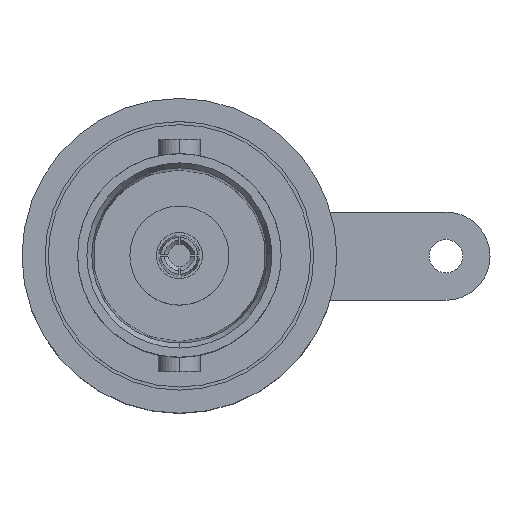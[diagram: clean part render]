
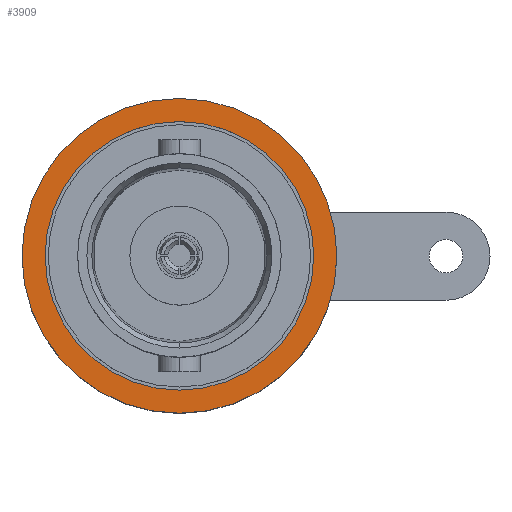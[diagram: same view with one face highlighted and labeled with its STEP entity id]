
A CAD part, top view. The second image highlights one B-rep face of the part: STEP entity #3909.
In plain terms, the highlighted planar face has unit normal (0, 0, 1).
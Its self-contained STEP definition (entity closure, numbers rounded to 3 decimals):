
#1186 = CIRCLE ( 'NONE', #2635, 6.4 ) ;
#1362 = DIRECTION ( 'NONE',  ( 0., 0., 1. ) ) ;
#1588 = CARTESIAN_POINT ( 'NONE',  ( 0., 6.4, -10.7 ) ) ;
#1887 = CIRCLE ( 'NONE', #5952, 6.4 ) ;
#2191 = ORIENTED_EDGE ( 'NONE', *, *, #7311, .F. ) ;
#2215 = FACE_OUTER_BOUND ( 'NONE', #9841, .T. ) ;
#2633 = DIRECTION ( 'NONE',  ( 0., 0., 1. ) ) ;
#2635 = AXIS2_PLACEMENT_3D ( 'NONE', #6417, #2633, #6278 ) ;
#2837 = VERTEX_POINT ( 'NONE', #12143 ) ;
#3107 = DIRECTION ( 'NONE',  ( 0., 0., 1. ) ) ;
#3876 = AXIS2_PLACEMENT_3D ( 'NONE', #7397, #1362, #8418 ) ;
#3909 = ADVANCED_FACE ( 'NONE', ( #7577, #2215 ), #11030, .F. ) ;
#4810 = DIRECTION ( 'NONE',  ( 0., 0., 1. ) ) ;
#4912 = CARTESIAN_POINT ( 'NONE',  ( 6.4, 0., -10.7 ) ) ;
#5365 = DIRECTION ( 'NONE',  ( 0., 0., -1. ) ) ;
#5684 = EDGE_CURVE ( 'NONE', #11186, #8679, #1186, .T. ) ;
#5952 = AXIS2_PLACEMENT_3D ( 'NONE', #9692, #4810, #6476 ) ;
#6278 = DIRECTION ( 'NONE',  ( 0., -1., 0. ) ) ;
#6417 = CARTESIAN_POINT ( 'NONE',  ( 0., 0., -10.7 ) ) ;
#6457 = CARTESIAN_POINT ( 'NONE',  ( 0., -6.4, -10.7 ) ) ;
#6476 = DIRECTION ( 'NONE',  ( 0., -1., 0. ) ) ;
#6744 = CARTESIAN_POINT ( 'NONE',  ( 0., 7.5, -10.7 ) ) ;
#7048 = AXIS2_PLACEMENT_3D ( 'NONE', #4912, #5365, #11763 ) ;
#7311 = EDGE_CURVE ( 'NONE', #8679, #11186, #1887, .T. ) ;
#7397 = CARTESIAN_POINT ( 'NONE',  ( 0., 0., -10.7 ) ) ;
#7416 = EDGE_LOOP ( 'NONE', ( #2191, #10822 ) ) ;
#7577 = FACE_BOUND ( 'NONE', #7416, .T. ) ;
#7853 = EDGE_CURVE ( 'NONE', #2837, #12500, #8961, .T. ) ;
#8418 = DIRECTION ( 'NONE',  ( 0., -1., 0. ) ) ;
#8679 = VERTEX_POINT ( 'NONE', #6457 ) ;
#8961 = CIRCLE ( 'NONE', #9934, 7.5 ) ;
#9141 = CARTESIAN_POINT ( 'NONE',  ( 0., 0., -10.7 ) ) ;
#9331 = ORIENTED_EDGE ( 'NONE', *, *, #9932, .T. ) ;
#9692 = CARTESIAN_POINT ( 'NONE',  ( 0., 0., -10.7 ) ) ;
#9841 = EDGE_LOOP ( 'NONE', ( #12960, #9331 ) ) ;
#9932 = EDGE_CURVE ( 'NONE', #12500, #2837, #12349, .T. ) ;
#9934 = AXIS2_PLACEMENT_3D ( 'NONE', #9141, #3107, #10143 ) ;
#10143 = DIRECTION ( 'NONE',  ( 0., -1., 0. ) ) ;
#10822 = ORIENTED_EDGE ( 'NONE', *, *, #5684, .F. ) ;
#11030 = PLANE ( 'NONE',  #7048 ) ;
#11186 = VERTEX_POINT ( 'NONE', #1588 ) ;
#11763 = DIRECTION ( 'NONE',  ( 0., 1., 0. ) ) ;
#12143 = CARTESIAN_POINT ( 'NONE',  ( 0., -7.5, -10.7 ) ) ;
#12349 = CIRCLE ( 'NONE', #3876, 7.5 ) ;
#12500 = VERTEX_POINT ( 'NONE', #6744 ) ;
#12960 = ORIENTED_EDGE ( 'NONE', *, *, #7853, .T. ) ;
